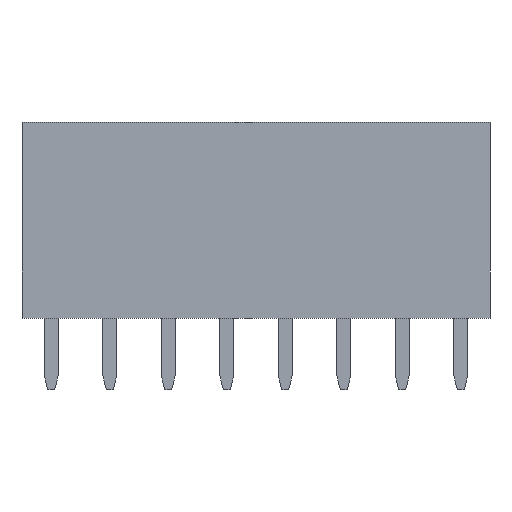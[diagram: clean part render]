
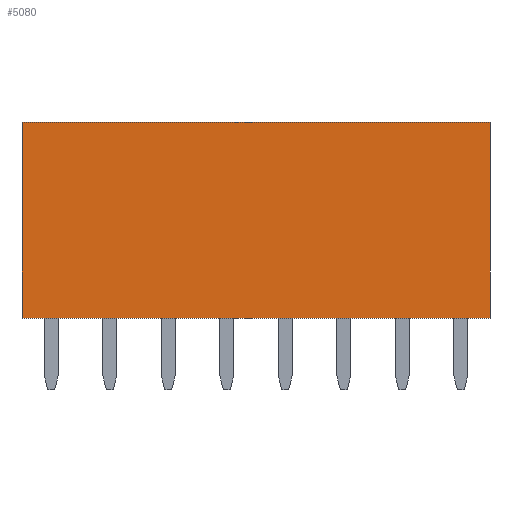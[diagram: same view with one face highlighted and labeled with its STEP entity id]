
A CAD part, left-side view. The second image highlights one B-rep face of the part: STEP entity #5080.
In plain terms, the highlighted planar face has unit normal (-1, 0, 0).
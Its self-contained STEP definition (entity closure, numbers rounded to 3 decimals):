
#271=FACE_OUTER_BOUND('',#545,.T.);
#545=EDGE_LOOP('',(#4126,#4127,#4128,#4129));
#580=LINE('',#6567,#1244);
#1214=LINE('',#7851,#1878);
#1215=LINE('',#7853,#1879);
#1216=LINE('',#7854,#1880);
#1244=VECTOR('',#5383,1.);
#1878=VECTOR('',#6483,1.);
#1879=VECTOR('',#6484,1.);
#1880=VECTOR('',#6485,10.);
#1908=VERTEX_POINT('',#6564);
#1909=VERTEX_POINT('',#6566);
#2326=VERTEX_POINT('',#7850);
#2327=VERTEX_POINT('',#7852);
#2340=EDGE_CURVE('',#1908,#1909,#580,.T.);
#2974=EDGE_CURVE('',#2326,#1908,#1214,.T.);
#2975=EDGE_CURVE('',#2326,#2327,#1215,.T.);
#2976=EDGE_CURVE('',#2327,#1909,#1216,.T.);
#4126=ORIENTED_EDGE('',*,*,#2974,.F.);
#4127=ORIENTED_EDGE('',*,*,#2975,.T.);
#4128=ORIENTED_EDGE('',*,*,#2976,.T.);
#4129=ORIENTED_EDGE('',*,*,#2340,.F.);
#4563=PLANE('',#5352);
#5080=ADVANCED_FACE('',(#271),#4563,.F.);
#5352=AXIS2_PLACEMENT_3D('',#7849,#6481,#6482);
#5383=DIRECTION('',(0.,-1.,0.));
#6481=DIRECTION('center_axis',(1.,0.,0.));
#6482=DIRECTION('ref_axis',(0.,-1.,0.));
#6483=DIRECTION('',(0.,0.,1.));
#6484=DIRECTION('',(0.,-1.,0.));
#6485=DIRECTION('',(0.,0.,1.));
#6564=CARTESIAN_POINT('',(-1.27,1.27,8.5));
#6566=CARTESIAN_POINT('',(-1.27,-19.05,8.5));
#6567=CARTESIAN_POINT('',(-1.27,1.27,8.5));
#7849=CARTESIAN_POINT('Origin',(-1.27,1.27,0.));
#7850=CARTESIAN_POINT('',(-1.27,1.27,0.));
#7851=CARTESIAN_POINT('',(-1.27,1.27,0.));
#7852=CARTESIAN_POINT('',(-1.27,-19.05,0.));
#7853=CARTESIAN_POINT('',(-1.27,1.27,0.));
#7854=CARTESIAN_POINT('',(-1.27,-19.05,6.5));
